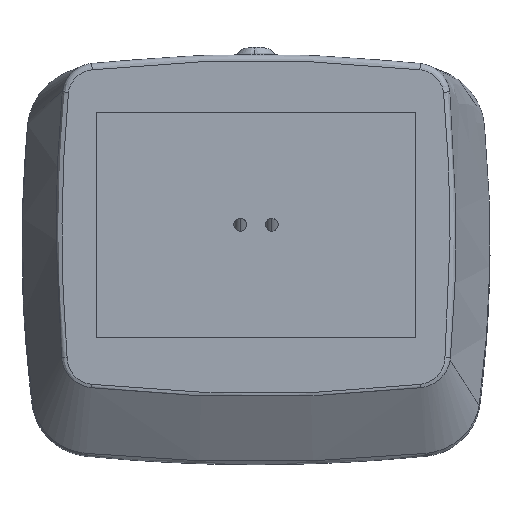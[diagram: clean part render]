
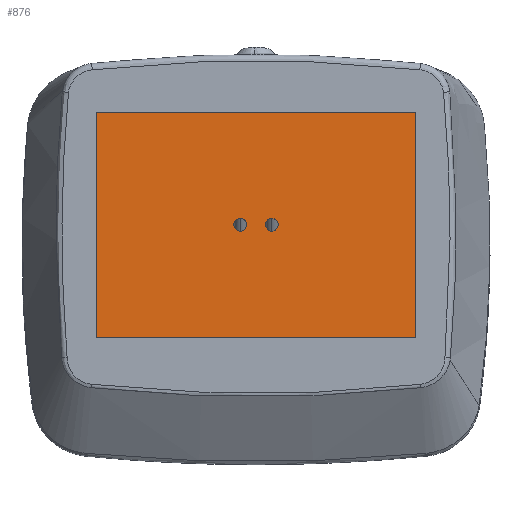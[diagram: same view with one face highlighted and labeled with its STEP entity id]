
A CAD part, top view. The second image highlights one B-rep face of the part: STEP entity #876.
In plain terms, the highlighted planar face has unit normal (0, 0, 1).
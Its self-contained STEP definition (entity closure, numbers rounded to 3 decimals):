
#268 = VECTOR ( 'NONE', #1967, 1000. ) ;
#876 = ADVANCED_FACE ( 'NONE', ( #26857, #26710, #9438 ), #19406, .F. ) ;
#1248 = ORIENTED_EDGE ( 'NONE', *, *, #18485, .F. ) ;
#1536 = ORIENTED_EDGE ( 'NONE', *, *, #14566, .F. ) ;
#1772 = VERTEX_POINT ( 'NONE', #12416 ) ;
#1814 = AXIS2_PLACEMENT_3D ( 'NONE', #4316, #4156, #11613 ) ;
#1920 = DIRECTION ( 'NONE',  ( 1., 0., 0. ) ) ;
#1967 = DIRECTION ( 'NONE',  ( 0., -1., 0. ) ) ;
#2137 = CARTESIAN_POINT ( 'NONE',  ( 0., 0., -1.5 ) ) ;
#2387 = ORIENTED_EDGE ( 'NONE', *, *, #29373, .F. ) ;
#2492 = CARTESIAN_POINT ( 'NONE',  ( -3., 0., -1.5 ) ) ;
#3226 = CARTESIAN_POINT ( 'NONE',  ( -50.5, 35.5, -1.5 ) ) ;
#3580 = LINE ( 'NONE', #8653, #27158 ) ;
#3917 = LINE ( 'NONE', #6605, #30681 ) ;
#3932 = DIRECTION ( 'NONE',  ( 0., 0., 1. ) ) ;
#4059 = DIRECTION ( 'NONE',  ( 1., 0., 0. ) ) ;
#4156 = DIRECTION ( 'NONE',  ( 0., 0., 1. ) ) ;
#4316 = CARTESIAN_POINT ( 'NONE',  ( -5., 0., -1.5 ) ) ;
#4365 = CIRCLE ( 'NONE', #8410, 2. ) ;
#5042 = EDGE_LOOP ( 'NONE', ( #1536, #2387 ) ) ;
#5407 = VERTEX_POINT ( 'NONE', #14693 ) ;
#6567 = CARTESIAN_POINT ( 'NONE',  ( -50.5, -35.5, -1.5 ) ) ;
#6605 = CARTESIAN_POINT ( 'NONE',  ( 50.5, -35.5, -1.5 ) ) ;
#6918 = CIRCLE ( 'NONE', #24635, 2. ) ;
#7081 = EDGE_LOOP ( 'NONE', ( #1248, #15579 ) ) ;
#7692 = CARTESIAN_POINT ( 'NONE',  ( 50.5, 35.5, -1.5 ) ) ;
#7902 = AXIS2_PLACEMENT_3D ( 'NONE', #2137, #19569, #17334 ) ;
#8410 = AXIS2_PLACEMENT_3D ( 'NONE', #26028, #23652, #1920 ) ;
#8653 = CARTESIAN_POINT ( 'NONE',  ( -50.5, -35.5, -1.5 ) ) ;
#9438 = FACE_OUTER_BOUND ( 'NONE', #12706, .T. ) ;
#9567 = LINE ( 'NONE', #6567, #268 ) ;
#10129 = DIRECTION ( 'NONE',  ( 0., 0., 1. ) ) ;
#11613 = DIRECTION ( 'NONE',  ( 1., 0., 0. ) ) ;
#11791 = ORIENTED_EDGE ( 'NONE', *, *, #26061, .T. ) ;
#12078 = DIRECTION ( 'NONE',  ( -1., 0., 0. ) ) ;
#12371 = VERTEX_POINT ( 'NONE', #3226 ) ;
#12416 = CARTESIAN_POINT ( 'NONE',  ( -7., 0., -1.5 ) ) ;
#12706 = EDGE_LOOP ( 'NONE', ( #11791, #21821, #23468, #21450 ) ) ;
#14566 = EDGE_CURVE ( 'NONE', #31224, #1772, #26626, .T. ) ;
#14693 = CARTESIAN_POINT ( 'NONE',  ( 3., 0., -1.5 ) ) ;
#15579 = ORIENTED_EDGE ( 'NONE', *, *, #29521, .F. ) ;
#15810 = VERTEX_POINT ( 'NONE', #7692 ) ;
#15966 = DIRECTION ( 'NONE',  ( 0., 1., 0. ) ) ;
#17334 = DIRECTION ( 'NONE',  ( -1., 0., 0. ) ) ;
#18485 = EDGE_CURVE ( 'NONE', #24693, #5407, #28185, .T. ) ;
#19406 = PLANE ( 'NONE',  #7902 ) ;
#19526 = CARTESIAN_POINT ( 'NONE',  ( -50.5, 35.5, -1.5 ) ) ;
#19569 = DIRECTION ( 'NONE',  ( 0., 0., -1. ) ) ;
#19732 = CARTESIAN_POINT ( 'NONE',  ( 7., 0., -1.5 ) ) ;
#19994 = EDGE_CURVE ( 'NONE', #15810, #12371, #24293, .T. ) ;
#21450 = ORIENTED_EDGE ( 'NONE', *, *, #30342, .T. ) ;
#21821 = ORIENTED_EDGE ( 'NONE', *, *, #19994, .T. ) ;
#22113 = AXIS2_PLACEMENT_3D ( 'NONE', #30407, #3932, #22810 ) ;
#22192 = CARTESIAN_POINT ( 'NONE',  ( 5., 0., -1.5 ) ) ;
#22810 = DIRECTION ( 'NONE',  ( 1., 0., 0. ) ) ;
#23148 = VECTOR ( 'NONE', #12078, 1000. ) ;
#23468 = ORIENTED_EDGE ( 'NONE', *, *, #26664, .T. ) ;
#23652 = DIRECTION ( 'NONE',  ( 0., 0., 1. ) ) ;
#24196 = CARTESIAN_POINT ( 'NONE',  ( -50.5, -35.5, -1.5 ) ) ;
#24293 = LINE ( 'NONE', #19526, #23148 ) ;
#24611 = VERTEX_POINT ( 'NONE', #24196 ) ;
#24635 = AXIS2_PLACEMENT_3D ( 'NONE', #22192, #10129, #26337 ) ;
#24693 = VERTEX_POINT ( 'NONE', #19732 ) ;
#26028 = CARTESIAN_POINT ( 'NONE',  ( -5., 0., -1.5 ) ) ;
#26061 = EDGE_CURVE ( 'NONE', #26658, #15810, #3917, .T. ) ;
#26078 = CARTESIAN_POINT ( 'NONE',  ( 50.5, -35.5, -1.5 ) ) ;
#26337 = DIRECTION ( 'NONE',  ( 1., 0., 0. ) ) ;
#26626 = CIRCLE ( 'NONE', #1814, 2. ) ;
#26658 = VERTEX_POINT ( 'NONE', #26078 ) ;
#26664 = EDGE_CURVE ( 'NONE', #12371, #24611, #9567, .T. ) ;
#26710 = FACE_BOUND ( 'NONE', #5042, .T. ) ;
#26857 = FACE_BOUND ( 'NONE', #7081, .T. ) ;
#27158 = VECTOR ( 'NONE', #4059, 1000. ) ;
#28185 = CIRCLE ( 'NONE', #22113, 2. ) ;
#29373 = EDGE_CURVE ( 'NONE', #1772, #31224, #4365, .T. ) ;
#29521 = EDGE_CURVE ( 'NONE', #5407, #24693, #6918, .T. ) ;
#30342 = EDGE_CURVE ( 'NONE', #24611, #26658, #3580, .T. ) ;
#30407 = CARTESIAN_POINT ( 'NONE',  ( 5., 0., -1.5 ) ) ;
#30681 = VECTOR ( 'NONE', #15966, 1000. ) ;
#31224 = VERTEX_POINT ( 'NONE', #2492 ) ;
